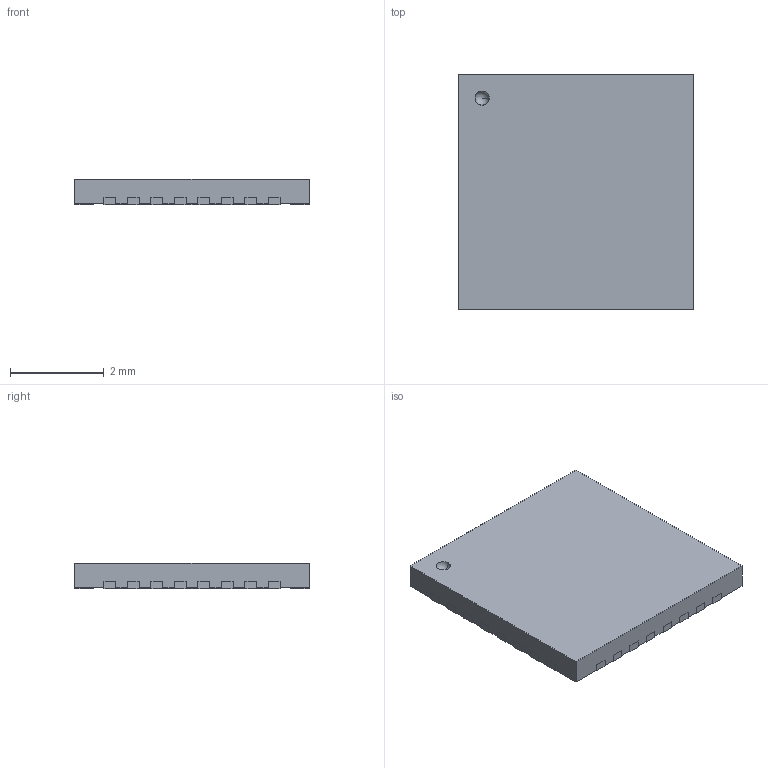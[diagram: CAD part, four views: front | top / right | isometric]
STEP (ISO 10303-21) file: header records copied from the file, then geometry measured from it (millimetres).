
FILE_DESCRIPTION (( 'STEP AP214' ), '1' );
FILE_NAME ('QFN32_5x5_P0.5.STEP', '2021-03-18T17:41:10', ( '' ), ( '' ), 'SwSTEP 2.0', 'SolidWorks 2018', '' );
FILE_SCHEMA (( 'AUTOMOTIVE_DESIGN' ));
Length unit declared in the file: millimetre
Products named in the file (1): QFN32_5x5_P0.5
Bounding box: 5 x 5 x 0.55 mm (x, y, z)
Volume: 13.5 mm3; surface area: 99.9 mm2
Topology: 34 solids, 34 shells, 354 faces, 860 edges, 573 vertices
Faces by surface type: plane 269, cylinder 83, sphere 2
Entity records: 12831 total; most frequent: CARTESIAN_POINT 1782, DIRECTION 1736, ORIENTED_EDGE 1712, EDGE_CURVE 856, VECTOR 686, LINE 686, VERTEX_POINT 571, AXIS2_PLACEMENT_3D 525
